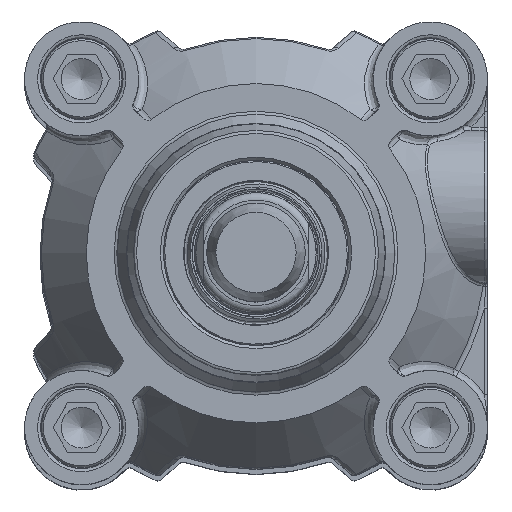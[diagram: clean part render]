
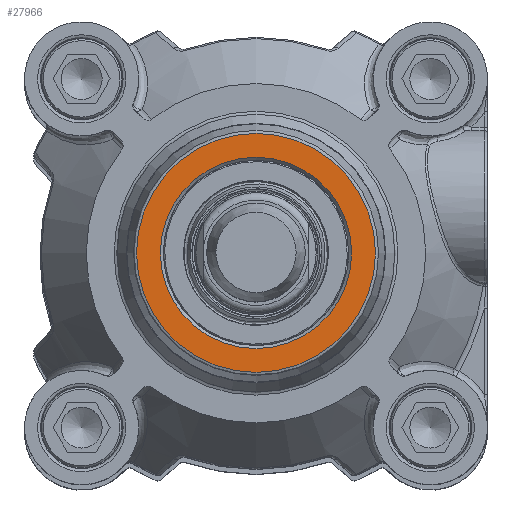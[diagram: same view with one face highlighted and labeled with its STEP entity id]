
A CAD part, top view. The second image highlights one B-rep face of the part: STEP entity #27966.
In plain terms, the highlighted planar face has unit normal (0, 0, 1).
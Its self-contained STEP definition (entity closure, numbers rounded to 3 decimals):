
#27924=CARTESIAN_POINT('',(15.5,0.,67.5));
#27925=VERTEX_POINT('',#27924);
#27926=CARTESIAN_POINT('',(0.0,0.0,67.5));
#27927=DIRECTION('',(0.0,0.0,1.0));
#27928=DIRECTION('',(-1.0,0.0,0.0));
#27929=AXIS2_PLACEMENT_3D('',#27926,#27927,#27928);
#27930=CIRCLE('',#27929,15.5);
#27931=EDGE_CURVE('',#27925,#27925,#27930,.T.);
#27947=CARTESIAN_POINT('',(17.183,0.0,67.5));
#27948=DIRECTION('',(0.0,0.0,1.0));
#27949=DIRECTION('',(1.0,0.0,0.0));
#27950=AXIS2_PLACEMENT_3D('',#27947,#27948,#27949);
#27951=PLANE('',#27950);
#27952=CARTESIAN_POINT('',(19.366,0.0,67.5));
#27953=VERTEX_POINT('',#27952);
#27954=CARTESIAN_POINT('',(0.0,0.0,67.5));
#27955=DIRECTION('',(0.0,0.0,1.0));
#27956=DIRECTION('',(1.0,0.0,0.0));
#27957=AXIS2_PLACEMENT_3D('',#27954,#27955,#27956);
#27958=CIRCLE('',#27957,19.366);
#27959=EDGE_CURVE('',#27953,#27953,#27958,.T.);
#27960=ORIENTED_EDGE('',*,*,#27959,.T.);
#27961=EDGE_LOOP('',(#27960));
#27962=FACE_OUTER_BOUND('',#27961,.T.);
#27963=ORIENTED_EDGE('',*,*,#27931,.F.);
#27964=EDGE_LOOP('',(#27963));
#27965=FACE_BOUND('',#27964,.T.);
#27966=ADVANCED_FACE('',(#27962,#27965),#27951,.T.);
